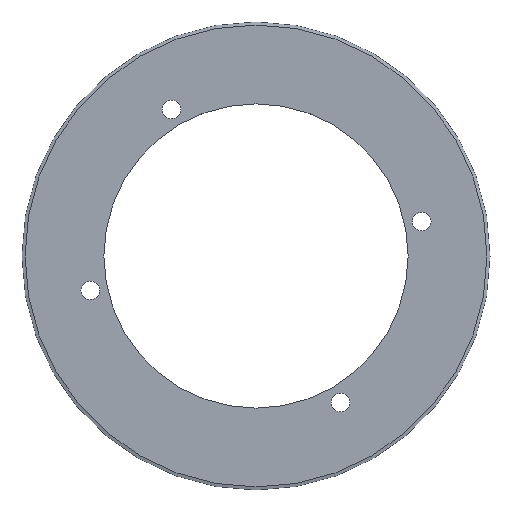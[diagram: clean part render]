
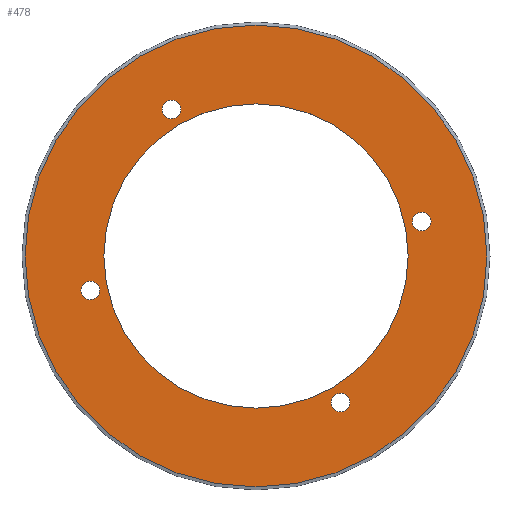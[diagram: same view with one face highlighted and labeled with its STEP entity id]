
A CAD part, top view. The second image highlights one B-rep face of the part: STEP entity #478.
In plain terms, the highlighted planar face has unit normal (0, 0, 1).
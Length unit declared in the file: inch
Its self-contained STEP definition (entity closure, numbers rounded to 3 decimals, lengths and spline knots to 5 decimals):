
#1 = DIRECTION ( 'NONE',  ( 0., 0., 1. ) ) ;
#3 = AXIS2_PLACEMENT_3D ( 'NONE', #279, #540, #401 ) ;
#15 = AXIS2_PLACEMENT_3D ( 'NONE', #585, #471, #573 ) ;
#16 = DIRECTION ( 'NONE',  ( 0., 0., 1. ) ) ;
#17 = FACE_BOUND ( 'NONE', #521, .T. ) ;
#20 = EDGE_CURVE ( 'NONE', #446, #526, #282, .T. ) ;
#27 = EDGE_CURVE ( 'NONE', #130, #177, #572, .T. ) ;
#33 = DIRECTION ( 'NONE',  ( 0., -1., 0. ) ) ;
#35 = CIRCLE ( 'NONE', #415, 3.3135 ) ;
#36 = CARTESIAN_POINT ( 'NONE',  ( 3.61042, 0.95312, 0.019 ) ) ;
#37 = ORIENTED_EDGE ( 'NONE', *, *, #518, .F. ) ;
#40 = CARTESIAN_POINT ( 'NONE',  ( 1.84375, -3.39659, 0.019 ) ) ;
#49 = CARTESIAN_POINT ( 'NONE',  ( 0., -3.3135, 0.019 ) ) ;
#53 = CIRCLE ( 'NONE', #293, 0.20313 ) ;
#55 = CIRCLE ( 'NONE', #463, 3.3135 ) ;
#63 = CIRCLE ( 'NONE', #468, 0.20313 ) ;
#64 = EDGE_CURVE ( 'NONE', #269, #491, #35, .T. ) ;
#66 = VERTEX_POINT ( 'NONE', #40 ) ;
#69 = CARTESIAN_POINT ( 'NONE',  ( 0., 5.03124, 0.019 ) ) ;
#79 = CARTESIAN_POINT ( 'NONE',  ( 0., -5.03124, 0.019 ) ) ;
#80 = ORIENTED_EDGE ( 'NONE', *, *, #458, .T. ) ;
#86 = CARTESIAN_POINT ( 'NONE',  ( -1.84375, 2.99034, 0.019 ) ) ;
#98 = CIRCLE ( 'NONE', #295, 0.20313 ) ;
#103 = DIRECTION ( 'NONE',  ( 0., -1., 0. ) ) ;
#116 = ORIENTED_EDGE ( 'NONE', *, *, #64, .F. ) ;
#117 = DIRECTION ( 'NONE',  ( 0., -1., 0. ) ) ;
#118 = EDGE_LOOP ( 'NONE', ( #579, #37 ) ) ;
#127 = VERTEX_POINT ( 'NONE', #86 ) ;
#128 = EDGE_CURVE ( 'NONE', #409, #495, #137, .T. ) ;
#130 = VERTEX_POINT ( 'NONE', #36 ) ;
#137 = CIRCLE ( 'NONE', #207, 0.20313 ) ;
#141 = DIRECTION ( 'NONE',  ( 0., 0., 1. ) ) ;
#144 = DIRECTION ( 'NONE',  ( 0., 0., 1. ) ) ;
#149 = EDGE_CURVE ( 'NONE', #66, #589, #53, .T. ) ;
#153 = CARTESIAN_POINT ( 'NONE',  ( 1.84375, -3.19347, 0.019 ) ) ;
#167 = DIRECTION ( 'NONE',  ( 0., 0., 1. ) ) ;
#173 = EDGE_CURVE ( 'NONE', #522, #127, #98, .T. ) ;
#177 = VERTEX_POINT ( 'NONE', #336 ) ;
#183 = CIRCLE ( 'NONE', #276, 0.20313 ) ;
#203 = DIRECTION ( 'NONE',  ( 0., -1., 0. ) ) ;
#204 = ORIENTED_EDGE ( 'NONE', *, *, #20, .T. ) ;
#207 = AXIS2_PLACEMENT_3D ( 'NONE', #270, #1, #450 ) ;
#224 = ORIENTED_EDGE ( 'NONE', *, *, #128, .F. ) ;
#225 = CARTESIAN_POINT ( 'NONE',  ( 0., 0., 0.019 ) ) ;
#228 = DIRECTION ( 'NONE',  ( 0., 0., 1. ) ) ;
#231 = ORIENTED_EDGE ( 'NONE', *, *, #281, .F. ) ;
#237 = DIRECTION ( 'NONE',  ( 0., -1., 0. ) ) ;
#243 = DIRECTION ( 'NONE',  ( 0., 0., 1. ) ) ;
#258 = DIRECTION ( 'NONE',  ( 0., 0., 1. ) ) ;
#262 = DIRECTION ( 'NONE',  ( 0., -1., 0. ) ) ;
#269 = VERTEX_POINT ( 'NONE', #49 ) ;
#270 = CARTESIAN_POINT ( 'NONE',  ( -3.61042, -0.75, 0.019 ) ) ;
#276 = AXIS2_PLACEMENT_3D ( 'NONE', #299, #16, #575 ) ;
#279 = CARTESIAN_POINT ( 'NONE',  ( 0., 0., 0.019 ) ) ;
#281 = EDGE_CURVE ( 'NONE', #127, #522, #183, .T. ) ;
#282 = CIRCLE ( 'NONE', #3, 5.03124 ) ;
#293 = AXIS2_PLACEMENT_3D ( 'NONE', #371, #141, #103 ) ;
#295 = AXIS2_PLACEMENT_3D ( 'NONE', #559, #243, #237 ) ;
#299 = CARTESIAN_POINT ( 'NONE',  ( -1.84375, 3.19347, 0.019 ) ) ;
#302 = DIRECTION ( 'NONE',  ( 0., -1., 0. ) ) ;
#305 = AXIS2_PLACEMENT_3D ( 'NONE', #479, #258, #262 ) ;
#308 = EDGE_CURVE ( 'NONE', #491, #269, #55, .T. ) ;
#319 = CARTESIAN_POINT ( 'NONE',  ( 3.61042, 0.75, 0.019 ) ) ;
#322 = AXIS2_PLACEMENT_3D ( 'NONE', #456, #228, #357 ) ;
#325 = EDGE_LOOP ( 'NONE', ( #361, #574 ) ) ;
#336 = CARTESIAN_POINT ( 'NONE',  ( 3.61042, 0.54687, 0.019 ) ) ;
#337 = AXIS2_PLACEMENT_3D ( 'NONE', #319, #596, #33 ) ;
#338 = CARTESIAN_POINT ( 'NONE',  ( -3.61042, -0.95313, 0.019 ) ) ;
#346 = CARTESIAN_POINT ( 'NONE',  ( -3.61042, -0.75, 0.019 ) ) ;
#357 = DIRECTION ( 'NONE',  ( 0., -1., 0. ) ) ;
#358 = ORIENTED_EDGE ( 'NONE', *, *, #308, .F. ) ;
#361 = ORIENTED_EDGE ( 'NONE', *, *, #548, .F. ) ;
#364 = ORIENTED_EDGE ( 'NONE', *, *, #173, .F. ) ;
#371 = CARTESIAN_POINT ( 'NONE',  ( 1.84375, -3.19347, 0.019 ) ) ;
#382 = CIRCLE ( 'NONE', #322, 0.20313 ) ;
#385 = FACE_OUTER_BOUND ( 'NONE', #389, .T. ) ;
#388 = FACE_BOUND ( 'NONE', #118, .T. ) ;
#389 = EDGE_LOOP ( 'NONE', ( #80, #204 ) ) ;
#393 = DIRECTION ( 'NONE',  ( 0., 0., 1. ) ) ;
#395 = CARTESIAN_POINT ( 'NONE',  ( 0., 0., 0.019 ) ) ;
#399 = FACE_BOUND ( 'NONE', #440, .T. ) ;
#401 = DIRECTION ( 'NONE',  ( 0., -1., 0. ) ) ;
#409 = VERTEX_POINT ( 'NONE', #338 ) ;
#415 = AXIS2_PLACEMENT_3D ( 'NONE', #225, #500, #454 ) ;
#420 = CIRCLE ( 'NONE', #305, 5.03124 ) ;
#428 = CARTESIAN_POINT ( 'NONE',  ( 0., 3.3135, 0.019 ) ) ;
#432 = FACE_BOUND ( 'NONE', #515, .T. ) ;
#440 = EDGE_LOOP ( 'NONE', ( #116, #358 ) ) ;
#446 = VERTEX_POINT ( 'NONE', #79 ) ;
#450 = DIRECTION ( 'NONE',  ( 0., -1., 0. ) ) ;
#454 = DIRECTION ( 'NONE',  ( 0., -1., 0. ) ) ;
#456 = CARTESIAN_POINT ( 'NONE',  ( 3.61042, 0.75, 0.019 ) ) ;
#458 = EDGE_CURVE ( 'NONE', #526, #446, #420, .T. ) ;
#463 = AXIS2_PLACEMENT_3D ( 'NONE', #395, #144, #117 ) ;
#468 = AXIS2_PLACEMENT_3D ( 'NONE', #153, #393, #302 ) ;
#471 = DIRECTION ( 'NONE',  ( 0., 0., 1. ) ) ;
#478 = ADVANCED_FACE ( 'NONE', ( #17, #483, #388, #432, #399, #385 ), #568, .T. ) ;
#479 = CARTESIAN_POINT ( 'NONE',  ( 0., 0., 0.019 ) ) ;
#483 = FACE_BOUND ( 'NONE', #325, .T. ) ;
#491 = VERTEX_POINT ( 'NONE', #428 ) ;
#495 = VERTEX_POINT ( 'NONE', #578 ) ;
#500 = DIRECTION ( 'NONE',  ( 0., 0., 1. ) ) ;
#502 = CARTESIAN_POINT ( 'NONE',  ( 1.84375, -2.99034, 0.019 ) ) ;
#512 = EDGE_CURVE ( 'NONE', #495, #409, #577, .T. ) ;
#515 = EDGE_LOOP ( 'NONE', ( #224, #591 ) ) ;
#518 = EDGE_CURVE ( 'NONE', #589, #66, #63, .T. ) ;
#519 = CARTESIAN_POINT ( 'NONE',  ( -1.84375, 3.39659, 0.019 ) ) ;
#521 = EDGE_LOOP ( 'NONE', ( #231, #364 ) ) ;
#522 = VERTEX_POINT ( 'NONE', #519 ) ;
#526 = VERTEX_POINT ( 'NONE', #69 ) ;
#540 = DIRECTION ( 'NONE',  ( 0., 0., 1. ) ) ;
#548 = EDGE_CURVE ( 'NONE', #177, #130, #382, .T. ) ;
#549 = AXIS2_PLACEMENT_3D ( 'NONE', #346, #167, #203 ) ;
#559 = CARTESIAN_POINT ( 'NONE',  ( -1.84375, 3.19347, 0.019 ) ) ;
#568 = PLANE ( 'NONE',  #15 ) ;
#572 = CIRCLE ( 'NONE', #337, 0.20313 ) ;
#573 = DIRECTION ( 'NONE',  ( 0., -1., 0. ) ) ;
#574 = ORIENTED_EDGE ( 'NONE', *, *, #27, .F. ) ;
#575 = DIRECTION ( 'NONE',  ( 0., -1., 0. ) ) ;
#577 = CIRCLE ( 'NONE', #549, 0.20313 ) ;
#578 = CARTESIAN_POINT ( 'NONE',  ( -3.61042, -0.54687, 0.019 ) ) ;
#579 = ORIENTED_EDGE ( 'NONE', *, *, #149, .F. ) ;
#585 = CARTESIAN_POINT ( 'NONE',  ( 0., 3.3135, 0.019 ) ) ;
#589 = VERTEX_POINT ( 'NONE', #502 ) ;
#591 = ORIENTED_EDGE ( 'NONE', *, *, #512, .F. ) ;
#596 = DIRECTION ( 'NONE',  ( 0., 0., 1. ) ) ;
